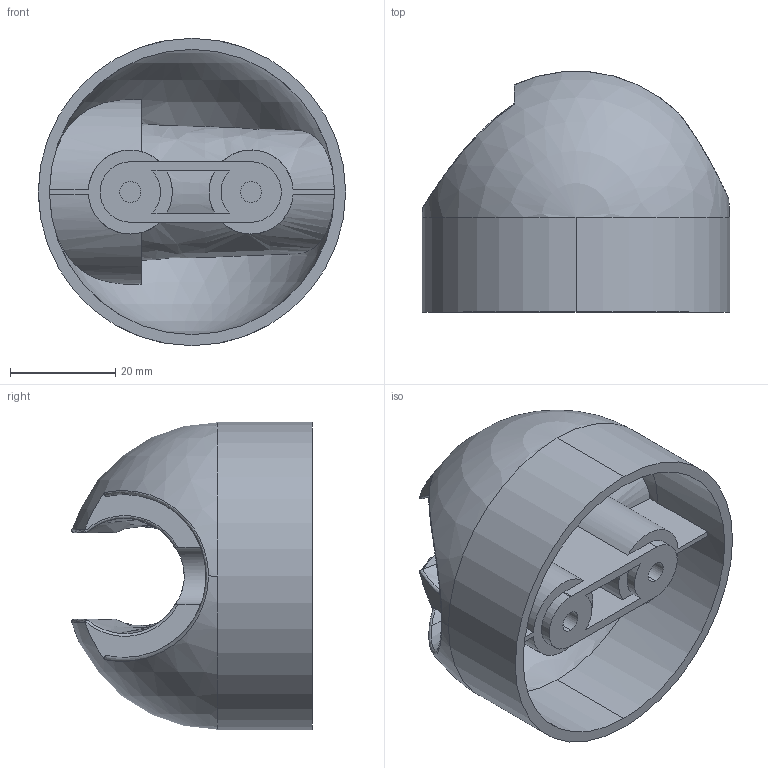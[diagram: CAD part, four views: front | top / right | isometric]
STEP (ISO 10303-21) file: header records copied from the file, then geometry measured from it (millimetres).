
FILE_DESCRIPTION (( 'STEP AP203' ), '1' );
FILE_NAME ('99Z302082.STEP', '2023-10-25T10:56:51', ( '' ), ( '' ), 'SwSTEP 2.0', 'SolidWorks 2021', '' );
FILE_SCHEMA (( 'CONFIG_CONTROL_DESIGN' ));
Length unit declared in the file: millimetre
Products named in the file (1): 99Z302082
Bounding box: 58.5 x 45.79 x 58.5 mm (x, y, z)
Volume: 24537.6 mm3; surface area: 22621.3 mm2
Topology: 1 solids, 1 shells, 110 faces, 301 edges, 196 vertices
Faces by surface type: plane 56, cylinder 36, bspline 8, torus 6, sphere 4
Entity records: 5459 total; most frequent: CARTESIAN_POINT 2734, ORIENTED_EDGE 594, DIRECTION 497, EDGE_CURVE 297, VERTEX_POINT 196, AXIS2_PLACEMENT_3D 184, LINE 129, VECTOR 129
